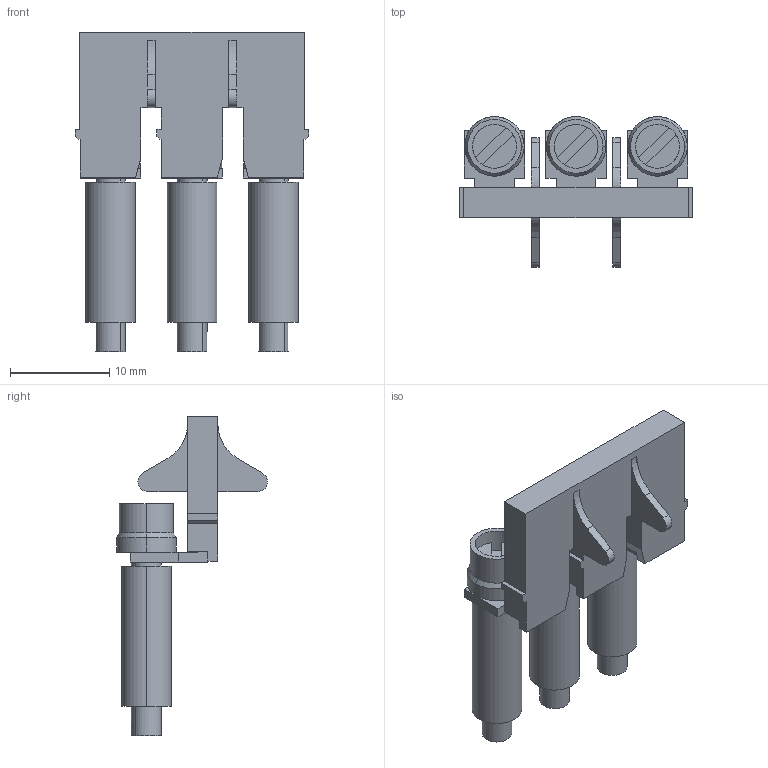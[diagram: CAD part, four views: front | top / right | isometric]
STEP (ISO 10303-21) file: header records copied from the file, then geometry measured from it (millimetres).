
FILE_DESCRIPTION(('Creo Elements/Direct Modeling STEP Export'),'2;1');
FILE_NAME('model.stp','2019-07-06T 5:15:11',(''),(''),'Creo Elements/Direct Modeling STEP processor for AP214 (Solid Model)','Creo Elements/Direct Modeling 20.1A 29-Sep-2018 (C) Parametric Technology GmbH','');
FILE_SCHEMA(('AUTOMOTIVE_DESIGN { 1 0 10303 214 1 1 1 1 }'));
Length unit declared in the file: millimetre
Products named in the file (2): SB_6-T_3-8-select
Assembly tree (1 placements, depth 2):
  SB_6-T_3-8-select
    SB_6-T_3-8-select
Bounding box: 23.52 x 15.2 x 32.2 mm (x, y, z)
Volume: 2244 mm3; surface area: 2559.2 mm2
Topology: 1 solids, 1 shells, 181 faces, 492 edges, 322 vertices
Faces by surface type: plane 131, cylinder 44, cone 6
Entity records: 6771 total; most frequent: ORIENTED_EDGE 984, CARTESIAN_POINT 914, DIRECTION 823, EDGE_CURVE 492, VECTOR 361, LINE 361, VERTEX_POINT 322, AXIS2_PLACEMENT_3D 231
